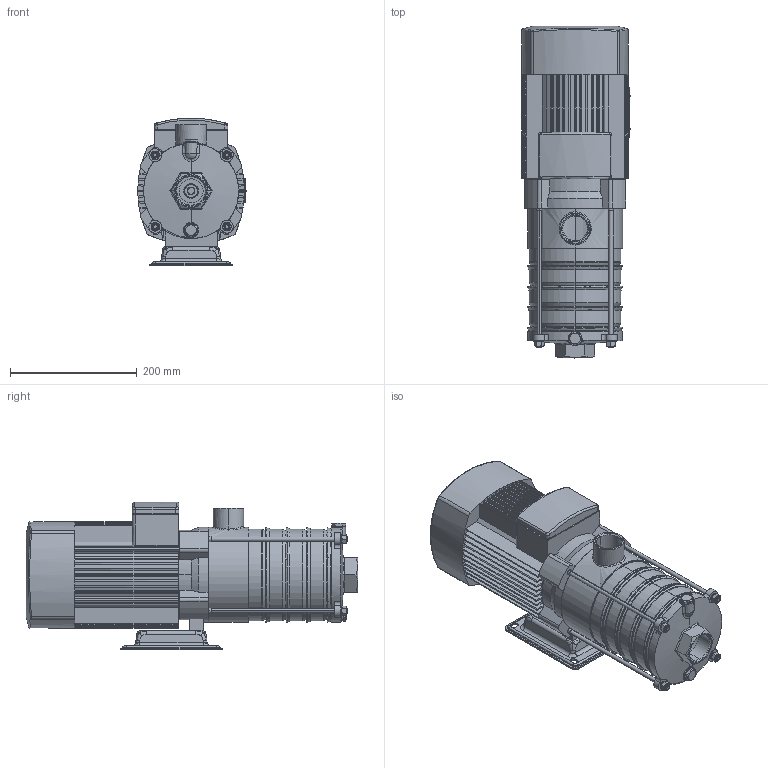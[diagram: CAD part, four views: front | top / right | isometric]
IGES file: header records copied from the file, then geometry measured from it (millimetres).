
Global section: file name: 015P2365 (RMHI 8-5R); native system: AutoCAD 2019 — Русский (Russian),62HAutod; preprocessor: esk Translation Framework DWG producer (atf_dwg_producer); organization: unknown; date: 20240415.165420; units: millimetre
Bounding box: 170.9 x 524 x 232.71 mm (x, y, z)
Volume: 6316176.2 mm3; surface area: 945464.9 mm2
Topology: 37 solids, 37 shells, 1691 faces, 4585 edges, 3100 vertices
Faces by surface type: bspline 1645, revolution 46
